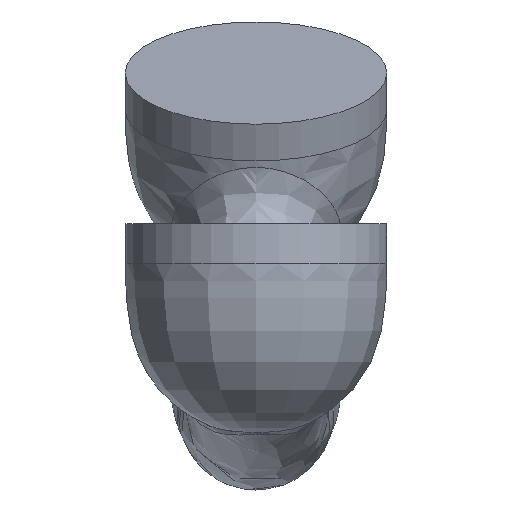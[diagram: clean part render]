
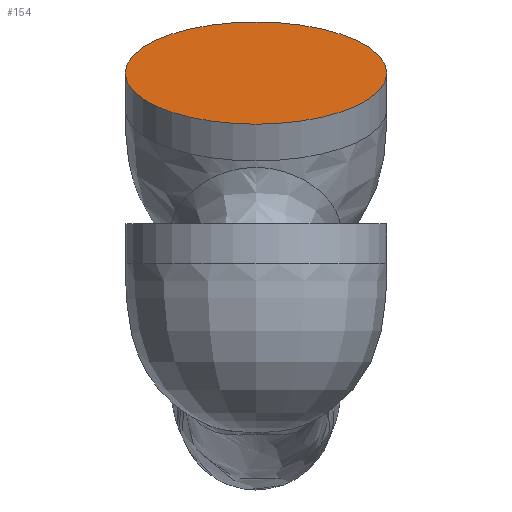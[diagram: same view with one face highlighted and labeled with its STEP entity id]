
A CAD part, front view. The second image highlights one B-rep face of the part: STEP entity #154.
In plain terms, the highlighted planar face has unit normal (0, -0.391, 0.92).
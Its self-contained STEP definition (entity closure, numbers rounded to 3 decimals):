
#15=PLANE('',#180);
#35=FACE_OUTER_BOUND('',#46,.T.);
#46=EDGE_LOOP('',(#136));
#64=CIRCLE('',#179,3.85);
#78=VERTEX_POINT('',#885);
#98=EDGE_CURVE('',#78,#78,#64,.T.);
#136=ORIENTED_EDGE('',*,*,#98,.F.);
#154=ADVANCED_FACE('',(#35),#15,.T.);
#179=AXIS2_PLACEMENT_3D('',#887,#203,#204);
#180=AXIS2_PLACEMENT_3D('',#888,#205,#206);
#203=DIRECTION('center_axis',(0.,0.391,-0.921));
#204=DIRECTION('ref_axis',(1.,0.,0.));
#205=DIRECTION('center_axis',(0.,-0.391,0.921));
#206=DIRECTION('ref_axis',(1.,0.,0.));
#885=CARTESIAN_POINT('',(7.7,21.803,4.436));
#887=CARTESIAN_POINT('Origin',(3.85,21.803,4.436));
#888=CARTESIAN_POINT('Origin',(0.,21.803,4.436));
